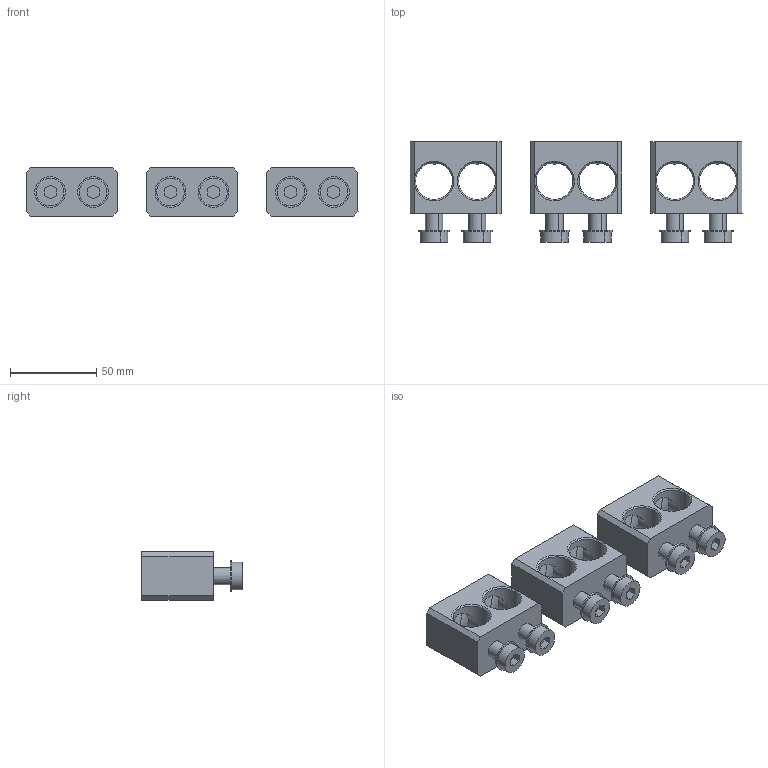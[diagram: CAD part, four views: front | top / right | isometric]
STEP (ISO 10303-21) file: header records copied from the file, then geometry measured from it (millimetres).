
FILE_DESCRIPTION((''),'2;1');
FILE_NAME('1SDH002065A1372_IGES','2019-07-02T',('ITSTCAR1'),(''),'CREO PARAMETRIC BY PTC INC, 2016050','CREO PARAMETRIC BY PTC INC, 2016050','');
FILE_SCHEMA(('AUTOMOTIVE_DESIGN { 1 0 10303 214 1 1 1 1 }'));
Length unit declared in the file: millimetre
Products named in the file (1): 1SDH002065A1372_IGES
Bounding box: 193 x 58.3 x 28 mm (x, y, z)
Volume: 127064.8 mm3; surface area: 45440 mm2
Topology: 3 solids, 3 shells, 294 faces, 726 edges, 468 vertices
Faces by surface type: plane 150, cylinder 96, cone 36, sphere 12
Entity records: 13423 total; most frequent: CARTESIAN_POINT 3644, DIRECTION 1518, ORIENTED_EDGE 1404, EDGE_CURVE 702, AXIS2_PLACEMENT_3D 546, VERTEX_POINT 462, VECTOR 426, LINE 426
